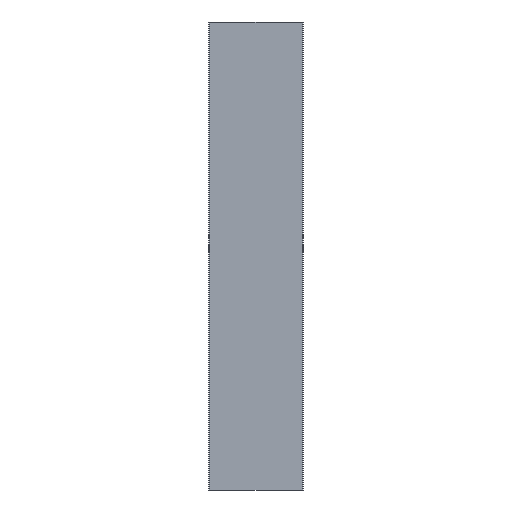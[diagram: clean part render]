
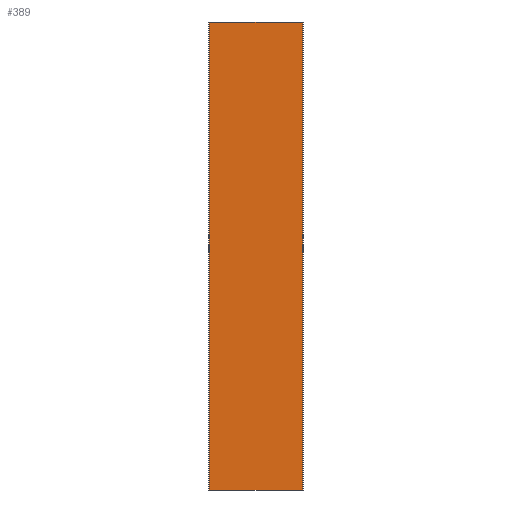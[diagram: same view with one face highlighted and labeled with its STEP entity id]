
A CAD part, front view. The second image highlights one B-rep face of the part: STEP entity #389.
In plain terms, the highlighted planar face has unit normal (0, -1, 0).
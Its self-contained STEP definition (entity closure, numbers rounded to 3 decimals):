
#7 = VERTEX_POINT ( 'NONE', #134 ) ;
#35 = ORIENTED_EDGE ( 'NONE', *, *, #188, .T. ) ;
#51 = EDGE_CURVE ( 'NONE', #559, #7, #96, .T. ) ;
#52 = LINE ( 'NONE', #448, #239 ) ;
#61 = CARTESIAN_POINT ( 'NONE',  ( -303., -2., 0. ) ) ;
#66 = CARTESIAN_POINT ( 'NONE',  ( -298., -2., 0. ) ) ;
#68 = CARTESIAN_POINT ( 'NONE',  ( -301., -2., -3000. ) ) ;
#69 = VECTOR ( 'NONE', #575, 1000. ) ;
#75 = CARTESIAN_POINT ( 'NONE',  ( 298., -2., -3000. ) ) ;
#76 = VECTOR ( 'NONE', #130, 1000. ) ;
#77 = AXIS2_PLACEMENT_3D ( 'NONE', #595, #131, #598 ) ;
#80 = PLANE ( 'NONE',  #77 ) ;
#81 = CARTESIAN_POINT ( 'NONE',  ( -303., -2., -3000. ) ) ;
#86 = LINE ( 'NONE', #61, #69 ) ;
#89 = VERTEX_POINT ( 'NONE', #334 ) ;
#96 = LINE ( 'NONE', #81, #76 ) ;
#109 = CARTESIAN_POINT ( 'NONE',  ( -298., -2., -3000. ) ) ;
#114 = DIRECTION ( 'NONE',  ( -1., 0., 0. ) ) ;
#130 = DIRECTION ( 'NONE',  ( 1., 0., 0. ) ) ;
#131 = DIRECTION ( 'NONE',  ( 0., -1., 0. ) ) ;
#134 = CARTESIAN_POINT ( 'NONE',  ( 298., -2., -3000. ) ) ;
#138 = LINE ( 'NONE', #68, #552 ) ;
#143 = CARTESIAN_POINT ( 'NONE',  ( -303., -2., 0. ) ) ;
#150 = CARTESIAN_POINT ( 'NONE',  ( -301., -2., -3000. ) ) ;
#162 = EDGE_CURVE ( 'NONE', #298, #89, #497, .T. ) ;
#178 = ORIENTED_EDGE ( 'NONE', *, *, #379, .T. ) ;
#188 = EDGE_CURVE ( 'NONE', #7, #290, #596, .T. ) ;
#197 = CARTESIAN_POINT ( 'NONE',  ( -298., -2., 0. ) ) ;
#207 = CARTESIAN_POINT ( 'NONE',  ( 301., -2., -3000. ) ) ;
#214 = EDGE_LOOP ( 'NONE', ( #435, #444, #178, #367, #274, #35, #388, #328 ) ) ;
#234 = DIRECTION ( 'NONE',  ( 1., 0., 0. ) ) ;
#239 = VECTOR ( 'NONE', #542, 1000. ) ;
#256 = EDGE_CURVE ( 'NONE', #342, #290, #584, .T. ) ;
#265 = LINE ( 'NONE', #197, #558 ) ;
#274 = ORIENTED_EDGE ( 'NONE', *, *, #51, .T. ) ;
#290 = VERTEX_POINT ( 'NONE', #207 ) ;
#298 = VERTEX_POINT ( 'NONE', #66 ) ;
#300 = DIRECTION ( 'NONE',  ( 0., 0., -1. ) ) ;
#303 = CARTESIAN_POINT ( 'NONE',  ( -301., -2., 0. ) ) ;
#312 = VERTEX_POINT ( 'NONE', #303 ) ;
#314 = CARTESIAN_POINT ( 'NONE',  ( 301., -2., -3000. ) ) ;
#320 = VECTOR ( 'NONE', #405, 1000. ) ;
#328 = ORIENTED_EDGE ( 'NONE', *, *, #513, .F. ) ;
#334 = CARTESIAN_POINT ( 'NONE',  ( 298., -2., 0. ) ) ;
#342 = VERTEX_POINT ( 'NONE', #396 ) ;
#365 = FACE_OUTER_BOUND ( 'NONE', #214, .T. ) ;
#367 = ORIENTED_EDGE ( 'NONE', *, *, #583, .F. ) ;
#379 = EDGE_CURVE ( 'NONE', #312, #421, #138, .T. ) ;
#384 = VECTOR ( 'NONE', #234, 1000. ) ;
#388 = ORIENTED_EDGE ( 'NONE', *, *, #256, .F. ) ;
#389 = ADVANCED_FACE ( 'NONE', ( #365 ), #80, .T. ) ;
#396 = CARTESIAN_POINT ( 'NONE',  ( 301., -2., 0. ) ) ;
#405 = DIRECTION ( 'NONE',  ( 1., 0., 0. ) ) ;
#408 = VECTOR ( 'NONE', #300, 1000. ) ;
#421 = VERTEX_POINT ( 'NONE', #150 ) ;
#435 = ORIENTED_EDGE ( 'NONE', *, *, #162, .F. ) ;
#444 = ORIENTED_EDGE ( 'NONE', *, *, #573, .T. ) ;
#448 = CARTESIAN_POINT ( 'NONE',  ( -303., -2., -3000. ) ) ;
#497 = LINE ( 'NONE', #143, #384 ) ;
#513 = EDGE_CURVE ( 'NONE', #89, #342, #86, .T. ) ;
#539 = DIRECTION ( 'NONE',  ( 0., 0., -1. ) ) ;
#542 = DIRECTION ( 'NONE',  ( -1., 0., 0. ) ) ;
#552 = VECTOR ( 'NONE', #539, 1000. ) ;
#558 = VECTOR ( 'NONE', #114, 1000. ) ;
#559 = VERTEX_POINT ( 'NONE', #109 ) ;
#573 = EDGE_CURVE ( 'NONE', #298, #312, #265, .T. ) ;
#575 = DIRECTION ( 'NONE',  ( 1., 0., 0. ) ) ;
#583 = EDGE_CURVE ( 'NONE', #559, #421, #52, .T. ) ;
#584 = LINE ( 'NONE', #314, #408 ) ;
#595 = CARTESIAN_POINT ( 'NONE',  ( -303., -2., -3000. ) ) ;
#596 = LINE ( 'NONE', #75, #320 ) ;
#598 = DIRECTION ( 'NONE',  ( 0., 0., -1. ) ) ;
